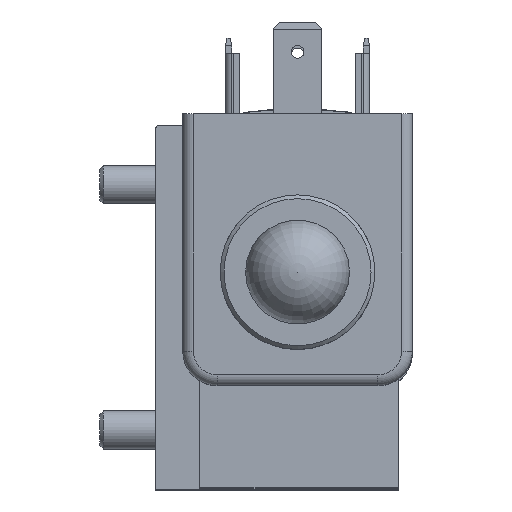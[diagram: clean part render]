
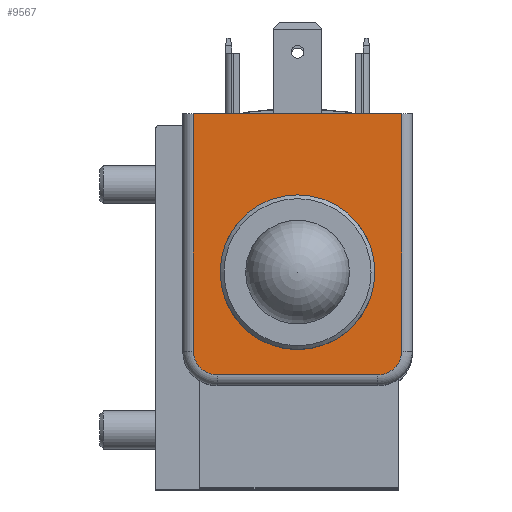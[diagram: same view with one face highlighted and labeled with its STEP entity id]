
A CAD part, top view. The second image highlights one B-rep face of the part: STEP entity #9567.
In plain terms, the highlighted face is planar.
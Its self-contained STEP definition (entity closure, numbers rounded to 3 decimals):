
#316=PLANE('',#10259);
#979=LINE('',#14242,#1492);
#983=LINE('',#14258,#1496);
#984=LINE('',#14259,#1497);
#985=LINE('',#14263,#1498);
#1492=VECTOR('',#11990,1000.);
#1496=VECTOR('',#12002,1000.);
#1497=VECTOR('',#12003,1000.);
#1498=VECTOR('',#12006,1000.);
#2794=ORIENTED_EDGE('',*,*,#4217,.T.);
#2795=ORIENTED_EDGE('',*,*,#4218,.T.);
#2796=ORIENTED_EDGE('',*,*,#4211,.F.);
#2797=ORIENTED_EDGE('',*,*,#4219,.F.);
#2798=ORIENTED_EDGE('',*,*,#4220,.F.);
#2799=ORIENTED_EDGE('',*,*,#4221,.T.);
#2800=ORIENTED_EDGE('',*,*,#4222,.F.);
#4211=EDGE_CURVE('',#5026,#5027,#979,.T.);
#4217=EDGE_CURVE('',#5032,#5033,#5473,.T.);
#4218=EDGE_CURVE('',#5033,#5027,#983,.T.);
#4219=EDGE_CURVE('',#5034,#5026,#984,.T.);
#4220=EDGE_CURVE('',#5035,#5034,#5474,.T.);
#4221=EDGE_CURVE('',#5035,#5032,#985,.T.);
#4222=EDGE_CURVE('',#5036,#5036,#5475,.T.);
#5026=VERTEX_POINT('',#14243);
#5027=VERTEX_POINT('',#14244);
#5032=VERTEX_POINT('',#14256);
#5033=VERTEX_POINT('',#14257);
#5034=VERTEX_POINT('',#14260);
#5035=VERTEX_POINT('',#14262);
#5036=VERTEX_POINT('',#14265);
#5473=CIRCLE('',#10260,3.1);
#5474=CIRCLE('',#10261,3.1);
#5475=CIRCLE('',#10262,8.);
#6011=EDGE_LOOP('',(#2794,#2795,#2796,#2797,#2798,#2799));
#6012=EDGE_LOOP('',(#2800));
#6687=FACE_BOUND('',#6011,.T.);
#6688=FACE_BOUND('',#6012,.T.);
#9567=ADVANCED_FACE('',(#6687,#6688),#316,.F.);
#10259=AXIS2_PLACEMENT_3D('',#14254,#11998,#11999);
#10260=AXIS2_PLACEMENT_3D('',#14255,#12000,#12001);
#10261=AXIS2_PLACEMENT_3D('',#14261,#12004,#12005);
#10262=AXIS2_PLACEMENT_3D('',#14264,#12007,#12008);
#11990=DIRECTION('',(-1.,0.,0.));
#11998=DIRECTION('',(0.,0.,1.));
#11999=DIRECTION('',(1.,0.,0.));
#12000=DIRECTION('',(0.,0.,-1.));
#12001=DIRECTION('',(-1.,0.,0.));
#12002=DIRECTION('',(0.,1.,0.));
#12003=DIRECTION('',(0.,1.,0.));
#12004=DIRECTION('',(0.,0.,1.));
#12005=DIRECTION('',(1.,0.,0.));
#12006=DIRECTION('',(-1.,0.,0.));
#12007=DIRECTION('',(0.,0.,-1.));
#12008=DIRECTION('',(-1.,0.,0.));
#14242=CARTESIAN_POINT('',(15.,35.5,-29.5));
#14243=CARTESIAN_POINT('',(13.6,35.5,-29.5));
#14244=CARTESIAN_POINT('',(-13.6,35.5,-29.5));
#14254=CARTESIAN_POINT('',(-10.5,4.5,-29.5));
#14255=CARTESIAN_POINT('',(-10.5,4.5,-29.5));
#14256=CARTESIAN_POINT('',(-10.5,1.4,-29.5));
#14257=CARTESIAN_POINT('',(-13.6,4.5,-29.5));
#14258=CARTESIAN_POINT('',(-13.6,4.5,-29.5));
#14259=CARTESIAN_POINT('',(13.6,4.5,-29.5));
#14260=CARTESIAN_POINT('',(13.6,4.5,-29.5));
#14261=CARTESIAN_POINT('',(10.5,4.5,-29.5));
#14262=CARTESIAN_POINT('',(10.5,1.4,-29.5));
#14263=CARTESIAN_POINT('',(10.5,1.4,-29.5));
#14264=CARTESIAN_POINT('',(0.,14.7,-29.5));
#14265=CARTESIAN_POINT('',(-8.,14.7,-29.5));
